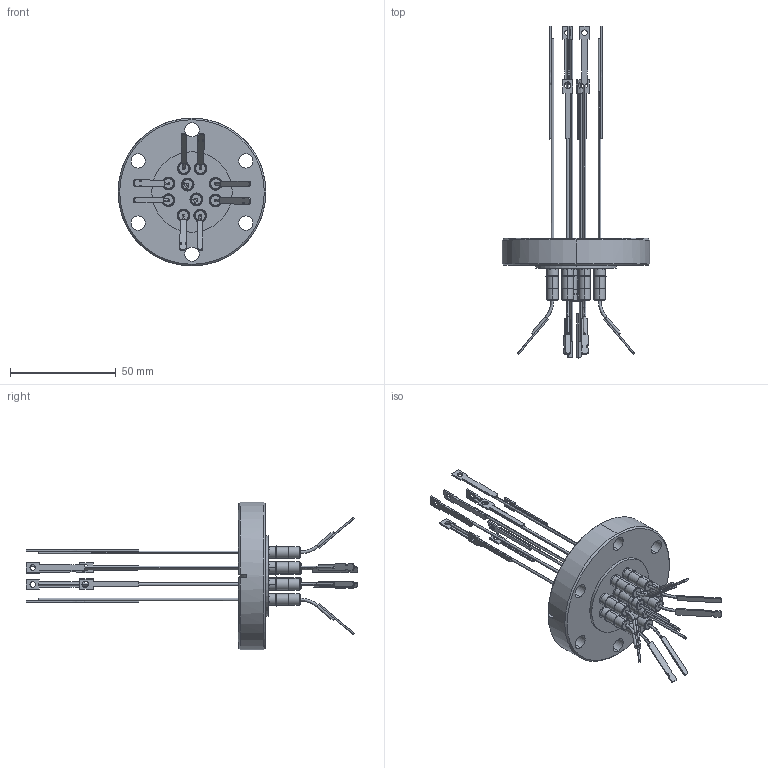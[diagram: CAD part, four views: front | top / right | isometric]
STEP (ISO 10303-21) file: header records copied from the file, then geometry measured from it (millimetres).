
FILE_DESCRIPTION (( 'STEP AP203' ), '1' );
FILE_NAME ('A0459-3-CF.STEP', '2011-10-12T14:42:58', ( '' ), ( '' ), 'SwSTEP 2.0', 'SolidWorks 2011', '' );
FILE_SCHEMA (( 'CONFIG_CONTROL_DESIGN' ));
Length unit declared in the file: inch
Products named in the file (1): A0459-3-CF
Bounding box: 69.85 x 156.76 x 69.85 mm (x, y, z)
Volume: 40377.1 mm3; surface area: 24750.2 mm2
Topology: 1 solids, 11 shells, 685 faces, 1714 edges, 1113 vertices
Faces by surface type: cylinder 292, plane 270, cone 87, bspline 36
Entity records: 21494 total; most frequent: CARTESIAN_POINT 4537, DIRECTION 3701, ORIENTED_EDGE 3428, EDGE_CURVE 1714, AXIS2_PLACEMENT_3D 1409, VERTEX_POINT 1113, VECTOR 883, LINE 883
